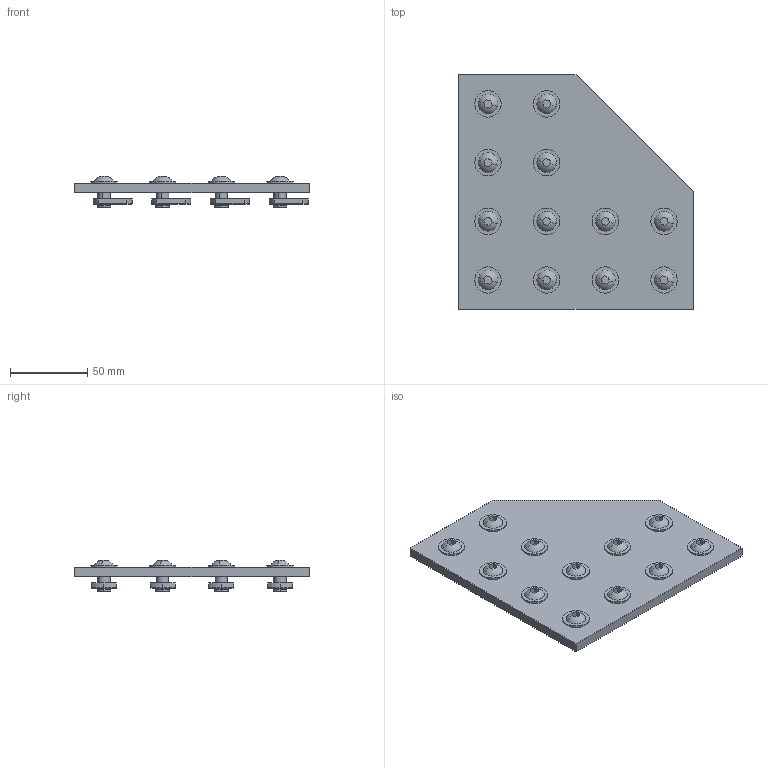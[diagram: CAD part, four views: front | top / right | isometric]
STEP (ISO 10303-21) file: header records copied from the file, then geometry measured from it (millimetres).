
FILE_DESCRIPTION (( 'STEP AP203' ), '1' );
FILE_NAME ('653161.SLDASM.step', '2003-10-13T11:27:27', ( 'Jerry Winters' ), ( 'GoEngineer' ), 'SwSTEP 2.0', 'SolidWorks 2003174', '' );
FILE_SCHEMA (( 'CONFIG_CONTROL_DESIGN' ));
Length unit declared in the file: inch
Products named in the file (5): 653161.SLDASM; Joining Plate (90 Degree)_653161; 651129; FBHSCS_651134; 651097
Assembly tree (15 placements, depth 3):
  653161.SLDASM
    651129  x12
      FBHSCS_651134
      651097
    Joining Plate (90 Degree)_653161
Bounding box: 152.4 x 152.4 x 20.27 mm (x, y, z)
Volume: 154612 mm3; surface area: 70284.1 mm2
Topology: 25 solids, 25 shells, 451 faces, 987 edges, 622 vertices
Faces by surface type: plane 187, cylinder 180, torus 60, sphere 24
Entity records: 2935 total; most frequent: DIRECTION 416, CARTESIAN_POINT 372, ORIENTED_EDGE 324, AXIS2_PLACEMENT_3D 173, EDGE_CURVE 162, VERTEX_POINT 105, EDGE_LOOP 95, CIRCLE 88
